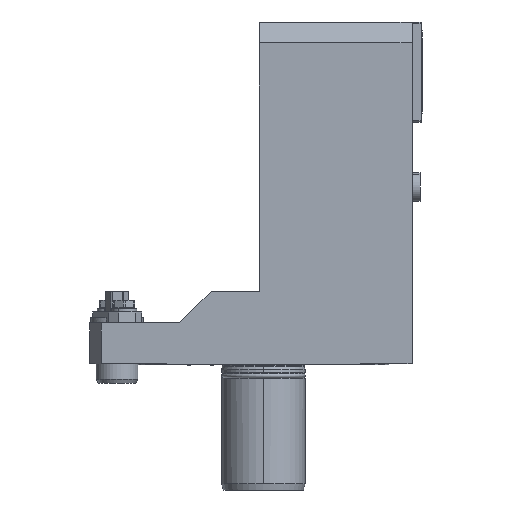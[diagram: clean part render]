
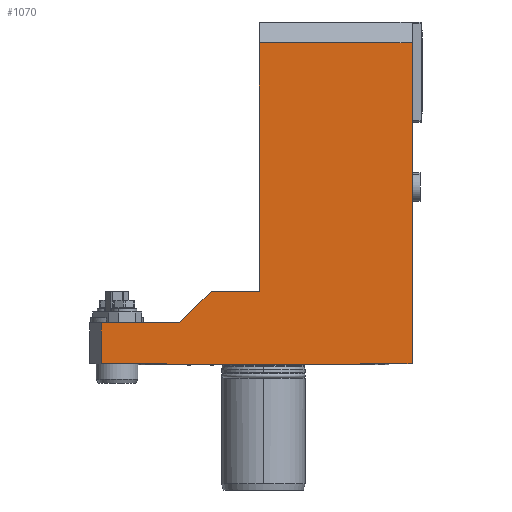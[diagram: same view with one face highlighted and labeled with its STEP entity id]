
A CAD part, front view. The second image highlights one B-rep face of the part: STEP entity #1070.
In plain terms, the highlighted planar face has unit normal (0, -1, 0).
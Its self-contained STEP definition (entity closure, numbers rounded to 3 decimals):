
#9 = CARTESIAN_POINT ( 'NONE',  ( -25., -38., 35. ) ) ;
#19 = DIRECTION ( 'NONE',  ( 1., 0., 0. ) ) ;
#164 = VECTOR ( 'NONE', #2001, 1000. ) ;
#204 = LINE ( 'NONE', #2927, #1360 ) ;
#262 = VECTOR ( 'NONE', #4663, 1000. ) ;
#308 = ORIENTED_EDGE ( 'NONE', *, *, #4495, .T. ) ;
#409 = DIRECTION ( 'NONE',  ( -1., 0., 0. ) ) ;
#451 = ORIENTED_EDGE ( 'NONE', *, *, #1631, .T. ) ;
#457 = CARTESIAN_POINT ( 'NONE',  ( 46.433, -38., 0.5 ) ) ;
#1070 = ADVANCED_FACE ( 'Defeature ausgef�hrt1_12', ( #1565 ), #5450, .F. ) ;
#1118 = LINE ( 'NONE', #3667, #5926 ) ;
#1155 = ORIENTED_EDGE ( 'NONE', *, *, #1482, .T. ) ;
#1229 = DIRECTION ( 'NONE',  ( 0., 0., -1. ) ) ;
#1290 = DIRECTION ( 'NONE',  ( 0., 0., -1. ) ) ;
#1360 = VECTOR ( 'NONE', #1594, 1000. ) ;
#1435 = EDGE_CURVE ( 'Defeature ausgef�hrt1_19+Defeature ausgef�hrt1_12+Defeature ausgef�hrt1_14+Defeature ausgef�hrt1_33', #7096, #4110, #6516, .T. ) ;
#1446 = EDGE_CURVE ( 'Defeature ausgef�hrt1_12+Defeature ausgef�hrt1_38+Defeature ausgef�hrt1_4+Defeature ausgef�hrt1_10', #3671, #2298, #3860, .T. ) ;
#1482 = EDGE_CURVE ( 'Defeature ausgef�hrt1_12+Defeature ausgef�hrt1_0+Defeature ausgef�hrt1_9+Defeature ausgef�hrt1_34', #7645, #3592, #204, .T. ) ;
#1565 = FACE_OUTER_BOUND ( 'NONE', #4377, .T. ) ;
#1594 = DIRECTION ( 'NONE',  ( 1., 0., 0. ) ) ;
#1631 = EDGE_CURVE ( 'Defeature ausgef�hrt1_12+Defeature ausgef�hrt1_34+Defeature ausgef�hrt1_0+Defeature ausgef�hrt1_33', #3592, #5751, #6847, .T. ) ;
#1676 = LINE ( 'NONE', #1720, #6648 ) ;
#1720 = CARTESIAN_POINT ( 'NONE',  ( -83., -38., 154. ) ) ;
#1965 = VECTOR ( 'NONE', #19, 1000. ) ;
#2001 = DIRECTION ( 'NONE',  ( 1., 0., 0. ) ) ;
#2066 = VECTOR ( 'NONE', #1229, 1000. ) ;
#2150 = VERTEX_POINT ( 'NONE', #9 ) ;
#2298 = VERTEX_POINT ( 'NONE', #4002 ) ;
#2859 = EDGE_CURVE ( 'Defeature ausgef�hrt1_12+Defeature ausgef�hrt1_11+Defeature ausgef�hrt1_37+Defeature ausgef�hrt1_4', #2150, #6405, #7474, .T. ) ;
#2877 = ORIENTED_EDGE ( 'NONE', *, *, #1435, .F. ) ;
#2927 = CARTESIAN_POINT ( 'NONE',  ( -83., -38., 0. ) ) ;
#2983 = VERTEX_POINT ( 'NONE', #5952 ) ;
#3083 = CARTESIAN_POINT ( 'NONE',  ( -77.641, -38., 20. ) ) ;
#3168 = CARTESIAN_POINT ( 'NONE',  ( -2., -38., 164. ) ) ;
#3283 = VERTEX_POINT ( 'NONE', #5695 ) ;
#3292 = CARTESIAN_POINT ( 'NONE',  ( -83., -38., 0.5 ) ) ;
#3340 = CARTESIAN_POINT ( 'NONE',  ( -2., -38., 35. ) ) ;
#3342 = AXIS2_PLACEMENT_3D ( 'NONE', #8001, #7273, #4122 ) ;
#3407 = VERTEX_POINT ( 'NONE', #3340 ) ;
#3435 = ORIENTED_EDGE ( 'NONE', *, *, #2859, .T. ) ;
#3592 = VERTEX_POINT ( 'NONE', #5975 ) ;
#3667 = CARTESIAN_POINT ( 'NONE',  ( -40., -38., 20. ) ) ;
#3671 = VERTEX_POINT ( 'NONE', #3083 ) ;
#3740 = EDGE_CURVE ( 'Defeature ausgef�hrt1_12+Defeature ausgef�hrt1_4+Defeature ausgef�hrt1_11+Defeature ausgef�hrt1_38', #6405, #3671, #1118, .T. ) ;
#3830 = EDGE_CURVE ( 'Defeature ausgef�hrt1_12+Defeature ausgef�hrt1_10+Defeature ausgef�hrt1_38+Defeature ausgef�hrt1_9', #2298, #2983, #7618, .T. ) ;
#3859 = CARTESIAN_POINT ( 'NONE',  ( -46.433, -38., 0.5 ) ) ;
#3860 = LINE ( 'NONE', #7688, #6708 ) ;
#3924 = LINE ( 'NONE', #4013, #1965 ) ;
#4002 = CARTESIAN_POINT ( 'NONE',  ( -77.641, -38., 0.5 ) ) ;
#4013 = CARTESIAN_POINT ( 'NONE',  ( -83., -38., 35. ) ) ;
#4061 = DIRECTION ( 'NONE',  ( 1., 0., 0. ) ) ;
#4110 = VERTEX_POINT ( 'NONE', #7329 ) ;
#4122 = DIRECTION ( 'NONE',  ( -1., 0., 0. ) ) ;
#4320 = VECTOR ( 'NONE', #8128, 1000. ) ;
#4343 = EDGE_CURVE ( 'Defeature ausgef�hrt1_12+Defeature ausgef�hrt1_36+Defeature ausgef�hrt1_14+Defeature ausgef�hrt1_37', #3283, #3407, #4551, .T. ) ;
#4351 = CARTESIAN_POINT ( 'NONE',  ( 46.433, -38., 0.5 ) ) ;
#4377 = EDGE_LOOP ( 'NONE', ( #7913, #6730, #6685, #308, #1155, #451, #6233, #2877, #5201, #5596, #7365, #3435 ) ) ;
#4495 = EDGE_CURVE ( 'Defeature ausgef�hrt1_12+Defeature ausgef�hrt1_9+Defeature ausgef�hrt1_10+Defeature ausgef�hrt1_0', #2983, #7645, #7734, .T. ) ;
#4551 = LINE ( 'NONE', #3168, #6890 ) ;
#4582 = CARTESIAN_POINT ( 'NONE',  ( 71.2, -38., 164. ) ) ;
#4663 = DIRECTION ( 'NONE',  ( 0., 0., -1. ) ) ;
#5201 = ORIENTED_EDGE ( 'NONE', *, *, #7682, .T. ) ;
#5333 = CARTESIAN_POINT ( 'NONE',  ( -40., -38., 20. ) ) ;
#5411 = VECTOR ( 'NONE', #4061, 1000. ) ;
#5450 = PLANE ( 'NONE',  #3342 ) ;
#5499 = CARTESIAN_POINT ( 'NONE',  ( 71.2, -38., 154. ) ) ;
#5516 = EDGE_CURVE ( 'Defeature ausgef�hrt1_12+Defeature ausgef�hrt1_33+Defeature ausgef�hrt1_34+Defeature ausgef�hrt1_19', #5751, #4110, #6460, .T. ) ;
#5596 = ORIENTED_EDGE ( 'NONE', *, *, #4343, .T. ) ;
#5604 = DIRECTION ( 'NONE',  ( -1., 0., 0. ) ) ;
#5660 = CARTESIAN_POINT ( 'NONE',  ( -25., -38., 35. ) ) ;
#5695 = CARTESIAN_POINT ( 'NONE',  ( -2., -38., 154. ) ) ;
#5751 = VERTEX_POINT ( 'NONE', #4351 ) ;
#5922 = EDGE_CURVE ( 'Defeature ausgef�hrt1_37+Defeature ausgef�hrt1_12+Defeature ausgef�hrt1_11+Defeature ausgef�hrt1_36', #2150, #3407, #3924, .T. ) ;
#5926 = VECTOR ( 'NONE', #5604, 1000. ) ;
#5949 = CARTESIAN_POINT ( 'NONE',  ( -83., -38., 0.5 ) ) ;
#5952 = CARTESIAN_POINT ( 'NONE',  ( -46.433, -38., 0.5 ) ) ;
#5975 = CARTESIAN_POINT ( 'NONE',  ( 46.433, -38., 0. ) ) ;
#6233 = ORIENTED_EDGE ( 'NONE', *, *, #5516, .T. ) ;
#6405 = VERTEX_POINT ( 'NONE', #5333 ) ;
#6460 = LINE ( 'NONE', #5949, #5411 ) ;
#6516 = LINE ( 'NONE', #4582, #262 ) ;
#6648 = VECTOR ( 'NONE', #409, 1000. ) ;
#6685 = ORIENTED_EDGE ( 'NONE', *, *, #3830, .T. ) ;
#6708 = VECTOR ( 'NONE', #7850, 1000. ) ;
#6730 = ORIENTED_EDGE ( 'NONE', *, *, #1446, .T. ) ;
#6847 = LINE ( 'NONE', #457, #6994 ) ;
#6890 = VECTOR ( 'NONE', #1290, 1000. ) ;
#6994 = VECTOR ( 'NONE', #7557, 1000. ) ;
#7096 = VERTEX_POINT ( 'NONE', #5499 ) ;
#7273 = DIRECTION ( 'NONE',  ( 0., 1., 0. ) ) ;
#7329 = CARTESIAN_POINT ( 'NONE',  ( 71.2, -38., 0.5 ) ) ;
#7365 = ORIENTED_EDGE ( 'NONE', *, *, #5922, .F. ) ;
#7474 = LINE ( 'NONE', #5660, #4320 ) ;
#7557 = DIRECTION ( 'NONE',  ( 0., 0., 1. ) ) ;
#7618 = LINE ( 'NONE', #3292, #164 ) ;
#7645 = VERTEX_POINT ( 'NONE', #7990 ) ;
#7682 = EDGE_CURVE ( 'Defeature ausgef�hrt1_12+Defeature ausgef�hrt1_14+Defeature ausgef�hrt1_19+Defeature ausgef�hrt1_36', #7096, #3283, #1676, .T. ) ;
#7688 = CARTESIAN_POINT ( 'NONE',  ( -77.641, -38., 164. ) ) ;
#7734 = LINE ( 'NONE', #3859, #2066 ) ;
#7850 = DIRECTION ( 'NONE',  ( 0., 0., -1. ) ) ;
#7913 = ORIENTED_EDGE ( 'NONE', *, *, #3740, .T. ) ;
#7990 = CARTESIAN_POINT ( 'NONE',  ( -46.433, -38., 0. ) ) ;
#8001 = CARTESIAN_POINT ( 'NONE',  ( -83., -38., 164. ) ) ;
#8128 = DIRECTION ( 'NONE',  ( -0.707, 0., -0.707 ) ) ;
